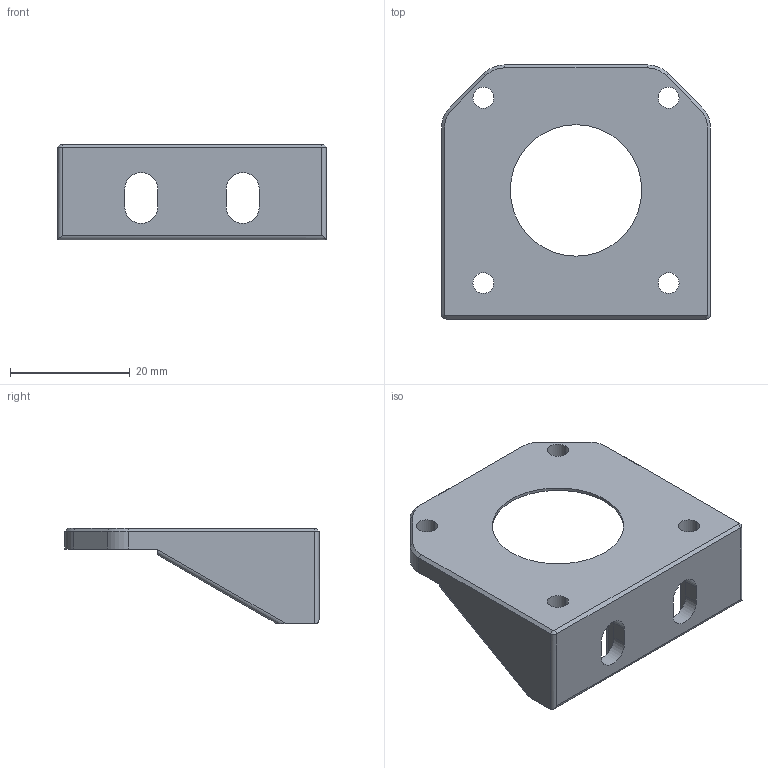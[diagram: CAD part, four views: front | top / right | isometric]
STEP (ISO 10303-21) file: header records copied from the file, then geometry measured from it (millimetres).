
FILE_DESCRIPTION (( 'STEP AP214' ), '1' );
FILE_NAME ('MotorMount.STEP', '2024-02-18T09:59:32', ( '' ), ( '' ), 'SwSTEP 2.0', '', '' );
FILE_SCHEMA (( 'AUTOMOTIVE_DESIGN' ));
Length unit declared in the file: millimetre
Products named in the file (1): MotorMount
Bounding box: 45 x 42.5 x 16 mm (x, y, z)
Volume: 5845 mm3; surface area: 5660.1 mm2
Topology: 1 solids, 1 shells, 84 faces, 226 edges, 144 vertices
Faces by surface type: plane 36, cylinder 33, cone 11, bspline 4
Entity records: 2826 total; most frequent: CARTESIAN_POINT 669, ORIENTED_EDGE 452, DIRECTION 438, EDGE_CURVE 226, AXIS2_PLACEMENT_3D 153, VERTEX_POINT 144, LINE 132, VECTOR 132
